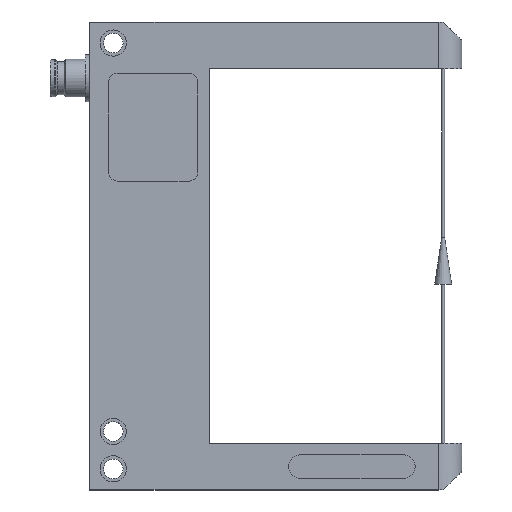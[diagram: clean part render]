
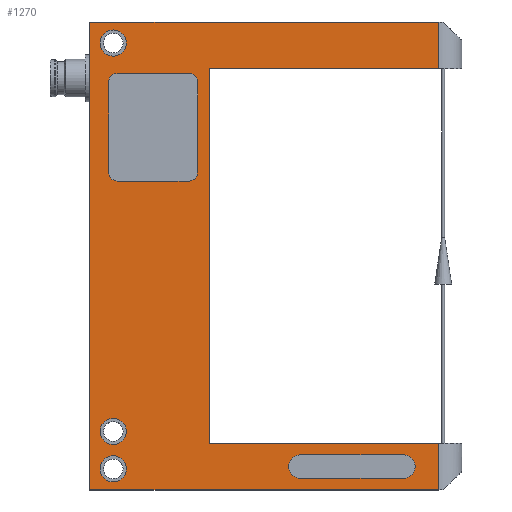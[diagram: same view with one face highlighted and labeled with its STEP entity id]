
A CAD part, top view. The second image highlights one B-rep face of the part: STEP entity #1270.
In plain terms, the highlighted planar face has unit normal (0, 0, 1).
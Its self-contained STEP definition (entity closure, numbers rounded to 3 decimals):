
#97=LINE('',#2075,#169);
#98=LINE('',#2079,#170);
#99=LINE('',#2083,#171);
#100=LINE('',#2087,#172);
#101=LINE('',#2088,#173);
#102=LINE('',#2091,#174);
#103=LINE('',#2093,#175);
#104=LINE('',#2095,#176);
#105=LINE('',#2097,#177);
#106=LINE('',#2099,#178);
#107=LINE('',#2101,#179);
#108=LINE('',#2103,#180);
#109=LINE('',#2105,#181);
#110=LINE('',#2109,#182);
#111=LINE('',#2113,#183);
#169=VECTOR('',#1620,1000.);
#170=VECTOR('',#1623,1000.);
#171=VECTOR('',#1626,1000.);
#172=VECTOR('',#1629,1000.);
#173=VECTOR('',#1630,1000.);
#174=VECTOR('',#1631,1000.);
#175=VECTOR('',#1632,1000.);
#176=VECTOR('',#1633,1000.);
#177=VECTOR('',#1634,1000.);
#178=VECTOR('',#1635,1000.);
#179=VECTOR('',#1636,1000.);
#180=VECTOR('',#1637,1000.);
#181=VECTOR('',#1638,1000.);
#182=VECTOR('',#1641,1000.);
#183=VECTOR('',#1644,1000.);
#250=ORIENTED_EDGE('',*,*,#570,.T.);
#251=ORIENTED_EDGE('',*,*,#571,.T.);
#252=ORIENTED_EDGE('',*,*,#572,.T.);
#253=ORIENTED_EDGE('',*,*,#573,.F.);
#254=ORIENTED_EDGE('',*,*,#574,.F.);
#255=ORIENTED_EDGE('',*,*,#575,.F.);
#256=ORIENTED_EDGE('',*,*,#576,.F.);
#257=ORIENTED_EDGE('',*,*,#577,.F.);
#258=ORIENTED_EDGE('',*,*,#578,.F.);
#259=ORIENTED_EDGE('',*,*,#579,.F.);
#260=ORIENTED_EDGE('',*,*,#580,.F.);
#261=ORIENTED_EDGE('',*,*,#581,.T.);
#262=ORIENTED_EDGE('',*,*,#582,.T.);
#263=ORIENTED_EDGE('',*,*,#583,.T.);
#264=ORIENTED_EDGE('',*,*,#584,.T.);
#265=ORIENTED_EDGE('',*,*,#585,.T.);
#266=ORIENTED_EDGE('',*,*,#586,.T.);
#267=ORIENTED_EDGE('',*,*,#587,.T.);
#268=ORIENTED_EDGE('',*,*,#588,.T.);
#269=ORIENTED_EDGE('',*,*,#589,.T.);
#270=ORIENTED_EDGE('',*,*,#590,.T.);
#271=ORIENTED_EDGE('',*,*,#591,.T.);
#272=ORIENTED_EDGE('',*,*,#592,.T.);
#273=ORIENTED_EDGE('',*,*,#593,.T.);
#570=EDGE_CURVE('',#730,#730,#839,.T.);
#571=EDGE_CURVE('',#731,#731,#840,.T.);
#572=EDGE_CURVE('',#732,#732,#841,.T.);
#573=EDGE_CURVE('',#733,#734,#842,.T.);
#574=EDGE_CURVE('',#735,#733,#97,.T.);
#575=EDGE_CURVE('',#736,#735,#843,.T.);
#576=EDGE_CURVE('',#737,#736,#98,.T.);
#577=EDGE_CURVE('',#738,#737,#844,.T.);
#578=EDGE_CURVE('',#739,#738,#99,.T.);
#579=EDGE_CURVE('',#740,#739,#845,.T.);
#580=EDGE_CURVE('',#734,#740,#100,.T.);
#581=EDGE_CURVE('',#741,#742,#101,.T.);
#582=EDGE_CURVE('',#742,#743,#102,.F.);
#583=EDGE_CURVE('',#743,#744,#103,.T.);
#584=EDGE_CURVE('',#744,#745,#104,.T.);
#585=EDGE_CURVE('',#745,#746,#105,.T.);
#586=EDGE_CURVE('',#746,#747,#106,.F.);
#587=EDGE_CURVE('',#747,#748,#107,.T.);
#588=EDGE_CURVE('',#748,#749,#108,.T.);
#589=EDGE_CURVE('',#749,#741,#109,.T.);
#590=EDGE_CURVE('',#750,#751,#846,.F.);
#591=EDGE_CURVE('',#751,#752,#110,.T.);
#592=EDGE_CURVE('',#752,#753,#847,.F.);
#593=EDGE_CURVE('',#753,#750,#111,.T.);
#730=VERTEX_POINT('',#2067);
#731=VERTEX_POINT('',#2069);
#732=VERTEX_POINT('',#2071);
#733=VERTEX_POINT('',#2073);
#734=VERTEX_POINT('',#2074);
#735=VERTEX_POINT('',#2076);
#736=VERTEX_POINT('',#2078);
#737=VERTEX_POINT('',#2080);
#738=VERTEX_POINT('',#2082);
#739=VERTEX_POINT('',#2084);
#740=VERTEX_POINT('',#2086);
#741=VERTEX_POINT('',#2089);
#742=VERTEX_POINT('',#2090);
#743=VERTEX_POINT('',#2092);
#744=VERTEX_POINT('',#2094);
#745=VERTEX_POINT('',#2096);
#746=VERTEX_POINT('',#2098);
#747=VERTEX_POINT('',#2100);
#748=VERTEX_POINT('',#2102);
#749=VERTEX_POINT('',#2104);
#750=VERTEX_POINT('',#2107);
#751=VERTEX_POINT('',#2108);
#752=VERTEX_POINT('',#2110);
#753=VERTEX_POINT('',#2112);
#839=CIRCLE('',#1400,2.8);
#840=CIRCLE('',#1401,2.8);
#841=CIRCLE('',#1402,2.8);
#842=CIRCLE('',#1403,1.8);
#843=CIRCLE('',#1404,1.8);
#844=CIRCLE('',#1405,1.8);
#845=CIRCLE('',#1406,1.9);
#846=CIRCLE('',#1407,2.5);
#847=CIRCLE('',#1408,2.5);
#922=EDGE_LOOP('',(#250));
#923=EDGE_LOOP('',(#251));
#924=EDGE_LOOP('',(#252));
#925=EDGE_LOOP('',(#253,#254,#255,#256,#257,#258,#259,#260));
#926=EDGE_LOOP('',(#261,#262,#263,#264,#265,#266,#267,#268,#269));
#927=EDGE_LOOP('',(#270,#271,#272,#273));
#1076=FACE_BOUND('',#922,.T.);
#1077=FACE_BOUND('',#923,.T.);
#1078=FACE_BOUND('',#924,.T.);
#1079=FACE_BOUND('',#925,.T.);
#1080=FACE_BOUND('',#926,.T.);
#1081=FACE_BOUND('',#927,.T.);
#1225=PLANE('',#1399);
#1270=ADVANCED_FACE('',(#1076,#1077,#1078,#1079,#1080,#1081),#1225,.T.);
#1399=AXIS2_PLACEMENT_3D('',#2065,#1610,#1611);
#1400=AXIS2_PLACEMENT_3D('',#2066,#1612,#1613);
#1401=AXIS2_PLACEMENT_3D('',#2068,#1614,#1615);
#1402=AXIS2_PLACEMENT_3D('',#2070,#1616,#1617);
#1403=AXIS2_PLACEMENT_3D('',#2072,#1618,#1619);
#1404=AXIS2_PLACEMENT_3D('',#2077,#1621,#1622);
#1405=AXIS2_PLACEMENT_3D('',#2081,#1624,#1625);
#1406=AXIS2_PLACEMENT_3D('',#2085,#1627,#1628);
#1407=AXIS2_PLACEMENT_3D('',#2106,#1639,#1640);
#1408=AXIS2_PLACEMENT_3D('',#2111,#1642,#1643);
#1610=DIRECTION('',(0.,0.,1.));
#1611=DIRECTION('',(1.,0.,0.));
#1612=DIRECTION('',(0.,0.,-1.));
#1613=DIRECTION('',(-1.,0.,0.));
#1614=DIRECTION('',(0.,0.,-1.));
#1615=DIRECTION('',(-1.,0.,0.));
#1616=DIRECTION('',(0.,0.,-1.));
#1617=DIRECTION('',(-1.,0.,0.));
#1618=DIRECTION('',(0.,0.,1.));
#1619=DIRECTION('',(1.,0.,0.));
#1620=DIRECTION('',(-1.,0.,0.));
#1621=DIRECTION('',(0.,0.,1.));
#1622=DIRECTION('',(1.,0.,0.));
#1623=DIRECTION('',(0.,1.,0.));
#1624=DIRECTION('',(0.,0.,1.));
#1625=DIRECTION('',(1.,0.,0.));
#1626=DIRECTION('',(1.,0.,0.));
#1627=DIRECTION('',(0.,0.,1.));
#1628=DIRECTION('',(1.,0.,0.));
#1629=DIRECTION('',(0.,-1.,0.));
#1630=DIRECTION('',(1.,0.,0.));
#1631=DIRECTION('',(0.,-1.,0.));
#1632=DIRECTION('',(-1.,0.,0.));
#1633=DIRECTION('',(0.,1.,0.));
#1634=DIRECTION('',(1.,0.,0.));
#1635=DIRECTION('',(0.,-1.,0.));
#1636=DIRECTION('',(-1.,0.,0.));
#1637=DIRECTION('',(0.,-1.,0.));
#1638=DIRECTION('',(0.,-1.,0.));
#1639=DIRECTION('',(0.,0.,1.));
#1640=DIRECTION('',(1.,0.,0.));
#1641=DIRECTION('',(1.,0.,0.));
#1642=DIRECTION('',(0.,0.,1.));
#1643=DIRECTION('',(1.,0.,0.));
#1644=DIRECTION('',(-1.,0.,0.));
#2065=CARTESIAN_POINT('',(0.,0.,5.));
#2066=CARTESIAN_POINT('',(5.,45.5,5.));
#2067=CARTESIAN_POINT('',(2.2,45.5,5.));
#2068=CARTESIAN_POINT('',(5.,-37.5,5.));
#2069=CARTESIAN_POINT('',(2.2,-37.5,5.));
#2070=CARTESIAN_POINT('',(5.,-45.5,5.));
#2071=CARTESIAN_POINT('',(2.2,-45.5,5.));
#2072=CARTESIAN_POINT('',(5.8,37.2,5.));
#2073=CARTESIAN_POINT('',(5.8,39.,5.));
#2074=CARTESIAN_POINT('',(4.,37.2,5.));
#2075=CARTESIAN_POINT('',(21.2,39.,5.));
#2076=CARTESIAN_POINT('',(21.2,39.,5.));
#2077=CARTESIAN_POINT('',(21.2,37.2,5.));
#2078=CARTESIAN_POINT('',(23.,37.2,5.));
#2079=CARTESIAN_POINT('',(23.,17.8,5.));
#2080=CARTESIAN_POINT('',(23.,17.8,5.));
#2081=CARTESIAN_POINT('',(21.2,17.8,5.));
#2082=CARTESIAN_POINT('',(21.2,16.,5.));
#2083=CARTESIAN_POINT('',(5.9,16.,5.));
#2084=CARTESIAN_POINT('',(5.9,16.,5.));
#2085=CARTESIAN_POINT('',(5.9,17.9,5.));
#2086=CARTESIAN_POINT('',(4.,17.9,5.));
#2087=CARTESIAN_POINT('',(4.,37.2,5.));
#2088=CARTESIAN_POINT('',(0.,-50.,5.));
#2089=CARTESIAN_POINT('',(0.,-50.,5.));
#2090=CARTESIAN_POINT('',(74.5,-50.,5.));
#2091=CARTESIAN_POINT('',(74.5,60.,5.));
#2092=CARTESIAN_POINT('',(74.5,-40.,5.));
#2093=CARTESIAN_POINT('',(80.5,-40.,5.));
#2094=CARTESIAN_POINT('',(25.5,-40.,5.));
#2095=CARTESIAN_POINT('',(25.5,-40.,5.));
#2096=CARTESIAN_POINT('',(25.5,40.,5.));
#2097=CARTESIAN_POINT('',(25.5,40.,5.));
#2098=CARTESIAN_POINT('',(74.5,40.,5.));
#2099=CARTESIAN_POINT('',(74.5,60.,5.));
#2100=CARTESIAN_POINT('',(74.5,50.,5.));
#2101=CARTESIAN_POINT('',(75.5,50.,5.));
#2102=CARTESIAN_POINT('',(0.,50.,5.));
#2103=CARTESIAN_POINT('',(0.,50.,5.));
#2104=CARTESIAN_POINT('',(0.,38.,5.));
#2105=CARTESIAN_POINT('',(0.,50.,5.));
#2106=CARTESIAN_POINT('',(45.,-45.,5.));
#2107=CARTESIAN_POINT('',(45.,-47.5,5.));
#2108=CARTESIAN_POINT('',(45.,-42.5,5.));
#2109=CARTESIAN_POINT('',(0.,-42.5,5.));
#2110=CARTESIAN_POINT('',(67.,-42.5,5.));
#2111=CARTESIAN_POINT('',(67.,-45.,5.));
#2112=CARTESIAN_POINT('',(67.,-47.5,5.));
#2113=CARTESIAN_POINT('',(0.,-47.5,5.));
